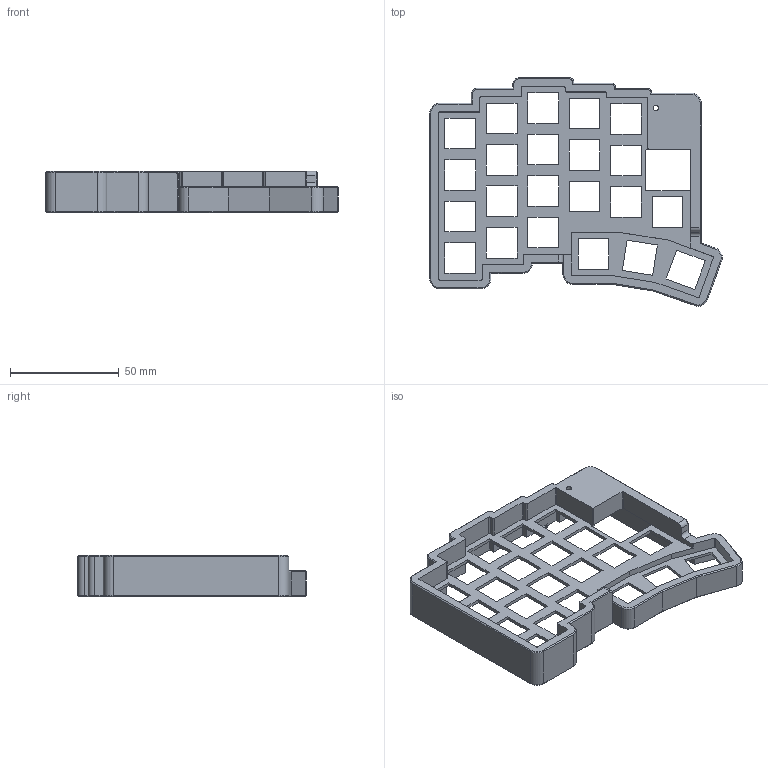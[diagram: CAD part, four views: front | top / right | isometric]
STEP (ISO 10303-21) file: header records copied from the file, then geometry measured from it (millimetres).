
FILE_DESCRIPTION(('HOOPS Exchange Step'),'2;1');
FILE_NAME('top_L_test_4.stp','2024-12-02T12:01:35+09:00',('masaki'),('Unknown organisation'),'HOOPS Exchange 2024.2','HOOPS Exchange','Unknown authorisation');
FILE_SCHEMA( ('AP203_CONFIGURATION_CONTROLLED_3D_DESIGN_OF_MECHANICAL_PARTS_AND_ASSEMBLIES_MIM_LF') );
Length unit declared in the file: millimetre
Products named in the file (1): 0
Bounding box: 134.38 x 104.9 x 19 mm (x, y, z)
Volume: 41643.4 mm3; surface area: 30835.6 mm2
Topology: 1 solids, 1 shells, 366 faces, 1066 edges, 752 vertices
Faces by surface type: plane 266, cylinder 66, cone 30, bspline 3, torus 1
Full cylindrical faces by diameter (mm): 2.5 x1
Entity records: 11907 total; most frequent: CARTESIAN_POINT 2208, ORIENTED_EDGE 2030, DIRECTION 1927, EDGE_CURVE 1015, VECTOR 865, LINE 865, VERTEX_POINT 650, AXIS2_PLACEMENT_3D 531
